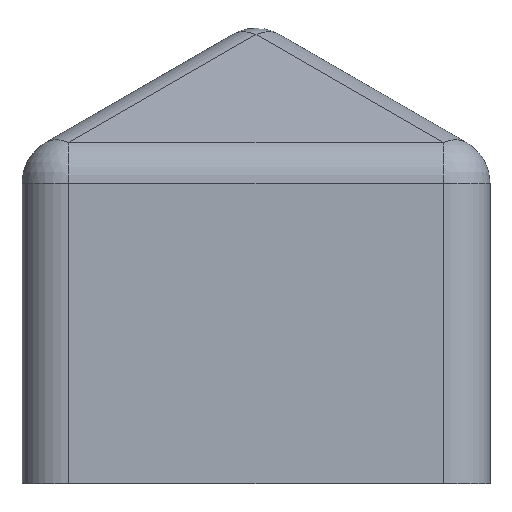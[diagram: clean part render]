
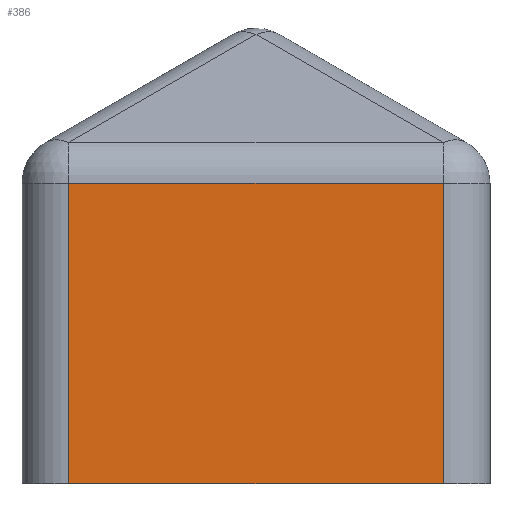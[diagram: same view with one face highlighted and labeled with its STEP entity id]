
A CAD part, front view. The second image highlights one B-rep face of the part: STEP entity #386.
In plain terms, the highlighted planar face has unit normal (0, -1, 0).
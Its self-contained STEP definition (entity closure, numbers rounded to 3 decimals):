
#22=PLANE('',#439);
#30=LINE('',#620,#58);
#33=LINE('',#647,#61);
#39=LINE('',#656,#67);
#50=LINE('',#674,#78);
#58=VECTOR('',#493,10.);
#61=VECTOR('',#522,10.);
#67=VECTOR('',#534,10.);
#78=VECTOR('',#559,10.);
#116=FACE_OUTER_BOUND('',#142,.T.);
#142=EDGE_LOOP('',(#349,#350,#351,#352));
#183=VERTEX_POINT('',#611);
#186=VERTEX_POINT('',#618);
#192=VERTEX_POINT('',#634);
#196=VERTEX_POINT('',#643);
#219=EDGE_CURVE('',#186,#183,#30,.T.);
#232=EDGE_CURVE('',#192,#196,#33,.T.);
#238=EDGE_CURVE('',#183,#192,#39,.T.);
#249=EDGE_CURVE('',#186,#196,#50,.T.);
#349=ORIENTED_EDGE('',*,*,#219,.F.);
#350=ORIENTED_EDGE('',*,*,#249,.T.);
#351=ORIENTED_EDGE('',*,*,#232,.F.);
#352=ORIENTED_EDGE('',*,*,#238,.F.);
#386=ADVANCED_FACE('',(#116),#22,.T.);
#439=AXIS2_PLACEMENT_3D('',#680,#569,#570);
#493=DIRECTION('',(0.,0.,1.));
#522=DIRECTION('',(0.,0.,-1.));
#534=DIRECTION('',(1.,0.,0.));
#559=DIRECTION('',(1.,0.,0.));
#569=DIRECTION('center_axis',(0.,-1.,0.));
#570=DIRECTION('ref_axis',(1.,0.,0.));
#611=CARTESIAN_POINT('',(-4.,-5.,9.423));
#618=CARTESIAN_POINT('',(-4.,-5.,3.));
#620=CARTESIAN_POINT('',(-4.,-5.,3.));
#634=CARTESIAN_POINT('',(4.,-5.,9.423));
#643=CARTESIAN_POINT('',(4.,-5.,3.));
#647=CARTESIAN_POINT('',(4.,-5.,3.));
#656=CARTESIAN_POINT('',(0.,-5.,9.423));
#674=CARTESIAN_POINT('',(-5.,-5.,3.));
#680=CARTESIAN_POINT('Origin',(-5.,-5.,3.));
